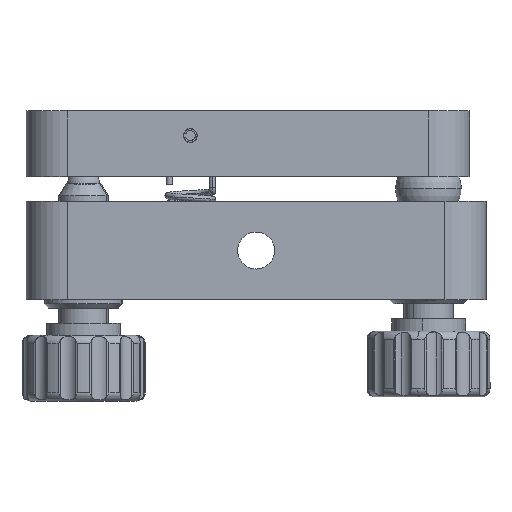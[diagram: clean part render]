
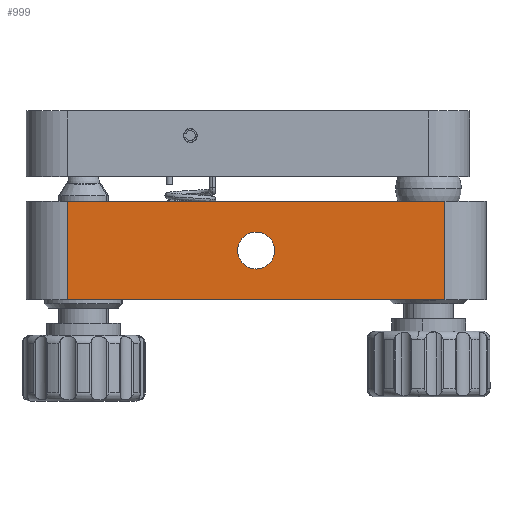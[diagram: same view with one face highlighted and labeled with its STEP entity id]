
A CAD part, front view. The second image highlights one B-rep face of the part: STEP entity #999.
In plain terms, the highlighted planar face has unit normal (0, -1, 0).
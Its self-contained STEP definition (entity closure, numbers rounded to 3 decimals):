
#22 = EDGE_CURVE ( 'NONE', #12417, #8681, #11562, .T. ) ;
#176 = EDGE_CURVE ( 'NONE', #12417, #6186, #11989, .T. ) ;
#242 = AXIS2_PLACEMENT_3D ( 'NONE', #3240, #12557, #13949 ) ;
#999 = ADVANCED_FACE ( 'NONE', ( #13177, #6766 ), #7267, .T. ) ;
#2064 = CARTESIAN_POINT ( 'NONE',  ( 0., -28., -6.75 ) ) ;
#2444 = CARTESIAN_POINT ( 'NONE',  ( -23., -28., -3. ) ) ;
#3240 = CARTESIAN_POINT ( 'NONE',  ( -23., -28., -15. ) ) ;
#4279 = LINE ( 'NONE', #2444, #5976 ) ;
#4439 = DIRECTION ( 'NONE',  ( 0., 0., 1. ) ) ;
#4611 = CARTESIAN_POINT ( 'NONE',  ( -23., -28., -3. ) ) ;
#4989 = CARTESIAN_POINT ( 'NONE',  ( 0., -28., -11.25 ) ) ;
#5056 = CARTESIAN_POINT ( 'NONE',  ( 0., -28., -9. ) ) ;
#5112 = DIRECTION ( 'NONE',  ( 1., 0., 0. ) ) ;
#5138 = ORIENTED_EDGE ( 'NONE', *, *, #9012, .T. ) ;
#5792 = CARTESIAN_POINT ( 'NONE',  ( -23., -28., -15. ) ) ;
#5976 = VECTOR ( 'NONE', #5112, 1000. ) ;
#6186 = VERTEX_POINT ( 'NONE', #4611 ) ;
#6246 = CARTESIAN_POINT ( 'NONE',  ( 0., -28., -9. ) ) ;
#6374 = ORIENTED_EDGE ( 'NONE', *, *, #12707, .T. ) ;
#6766 = FACE_BOUND ( 'NONE', #12394, .T. ) ;
#7259 = DIRECTION ( 'NONE',  ( 0., 0., 1. ) ) ;
#7267 = PLANE ( 'NONE',  #242 ) ;
#7624 = DIRECTION ( 'NONE',  ( 0., 1., 0. ) ) ;
#8044 = CIRCLE ( 'NONE', #12109, 2.25 ) ;
#8060 = VERTEX_POINT ( 'NONE', #17069 ) ;
#8681 = VERTEX_POINT ( 'NONE', #13589 ) ;
#8869 = VECTOR ( 'NONE', #7259, 1000. ) ;
#9012 = EDGE_CURVE ( 'NONE', #10790, #13867, #8044, .T. ) ;
#9653 = EDGE_LOOP ( 'NONE', ( #12676, #11154, #15868, #14964 ) ) ;
#9776 = VECTOR ( 'NONE', #4439, 1000. ) ;
#10522 = DIRECTION ( 'NONE',  ( 0., 1., 0. ) ) ;
#10790 = VERTEX_POINT ( 'NONE', #2064 ) ;
#11154 = ORIENTED_EDGE ( 'NONE', *, *, #176, .F. ) ;
#11562 = LINE ( 'NONE', #11701, #12395 ) ;
#11701 = CARTESIAN_POINT ( 'NONE',  ( -23., -28., -15. ) ) ;
#11989 = LINE ( 'NONE', #5792, #8869 ) ;
#12046 = AXIS2_PLACEMENT_3D ( 'NONE', #6246, #7624, #16894 ) ;
#12107 = EDGE_CURVE ( 'NONE', #8681, #8060, #13541, .T. ) ;
#12109 = AXIS2_PLACEMENT_3D ( 'NONE', #5056, #10522, #14409 ) ;
#12394 = EDGE_LOOP ( 'NONE', ( #6374, #5138 ) ) ;
#12395 = VECTOR ( 'NONE', #14450, 1000. ) ;
#12417 = VERTEX_POINT ( 'NONE', #15337 ) ;
#12557 = DIRECTION ( 'NONE',  ( 0., -1., 0. ) ) ;
#12646 = CARTESIAN_POINT ( 'NONE',  ( 23., -28., -15. ) ) ;
#12647 = CIRCLE ( 'NONE', #12046, 2.25 ) ;
#12676 = ORIENTED_EDGE ( 'NONE', *, *, #13220, .F. ) ;
#12707 = EDGE_CURVE ( 'NONE', #13867, #10790, #12647, .T. ) ;
#13177 = FACE_OUTER_BOUND ( 'NONE', #9653, .T. ) ;
#13220 = EDGE_CURVE ( 'NONE', #6186, #8060, #4279, .T. ) ;
#13541 = LINE ( 'NONE', #12646, #9776 ) ;
#13589 = CARTESIAN_POINT ( 'NONE',  ( 23., -28., -15. ) ) ;
#13867 = VERTEX_POINT ( 'NONE', #4989 ) ;
#13949 = DIRECTION ( 'NONE',  ( 1., 0., 0. ) ) ;
#14409 = DIRECTION ( 'NONE',  ( 1., 0., 0. ) ) ;
#14450 = DIRECTION ( 'NONE',  ( 1., 0., 0. ) ) ;
#14964 = ORIENTED_EDGE ( 'NONE', *, *, #12107, .T. ) ;
#15337 = CARTESIAN_POINT ( 'NONE',  ( -23., -28., -15. ) ) ;
#15868 = ORIENTED_EDGE ( 'NONE', *, *, #22, .T. ) ;
#16894 = DIRECTION ( 'NONE',  ( 1., 0., 0. ) ) ;
#17069 = CARTESIAN_POINT ( 'NONE',  ( 23., -28., -3. ) ) ;
